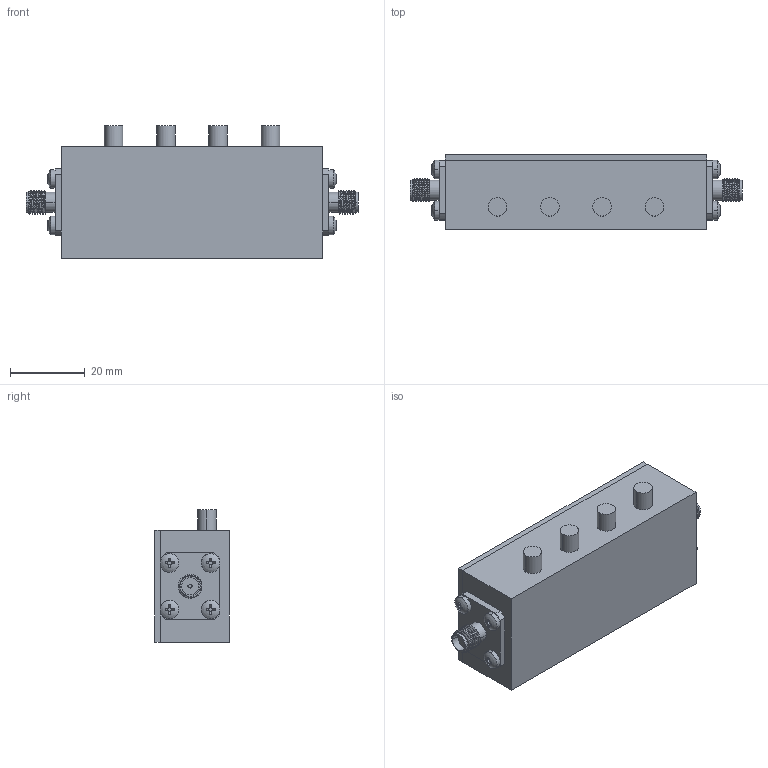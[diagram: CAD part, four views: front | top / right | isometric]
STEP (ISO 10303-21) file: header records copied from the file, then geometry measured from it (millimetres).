
FILE_DESCRIPTION (( 'STEP AP214' ), '1' );
FILE_NAME ('FMAT1048S_3D.step', '2025-04-03T19:31:51', ( '' ), ( '' ), 'SwSTEP 2.0', 'SolidWorks 2022', '' );
FILE_SCHEMA (( 'AUTOMOTIVE_DESIGN' ));
Length unit declared in the file: inch
Products named in the file (6): cross recessed pan head screws gb_GB_CROSS_SCREWS_TYPE1 M2.5X3-3  H type-N^FMAT1048S; SMAF^FMAT1048S; 1^FMAT1048S; 2^FMAT1048S; FMAT1048S_3D; cross recessed countersunk head screws gb1_GB_CROSS_SCREWS_TYPE4 M2X3-1.8  H type-N^FMAT1048S
Assembly tree (18 placements, depth 2):
  FMAT1048S_3D
    1^FMAT1048S
    2^FMAT1048S
    cross recessed countersunk head screws gb1_GB_CROSS_SCREWS_TYPE4 M2X3-1.8  H type-N^FMAT1048S  x6
    SMAF^FMAT1048S  x2
    cross recessed pan head screws gb_GB_CROSS_SCREWS_TYPE1 M2.5X3-3  H type-N^FMAT1048S  x8
Bounding box: 89 x 20 x 35.5 mm (x, y, z)
Volume: 44021.9 mm3; surface area: 15570.6 mm2
Topology: 18 solids, 18 shells, 504 faces, 1276 edges, 836 vertices
Faces by surface type: plane 260, cylinder 206, cone 24, sphere 8, bspline 6
Entity records: 6197 total; most frequent: CARTESIAN_POINT 2144, DIRECTION 822, ORIENTED_EDGE 760, EDGE_CURVE 380, AXIS2_PLACEMENT_3D 317, VERTEX_POINT 248, LINE 188, VECTOR 188
